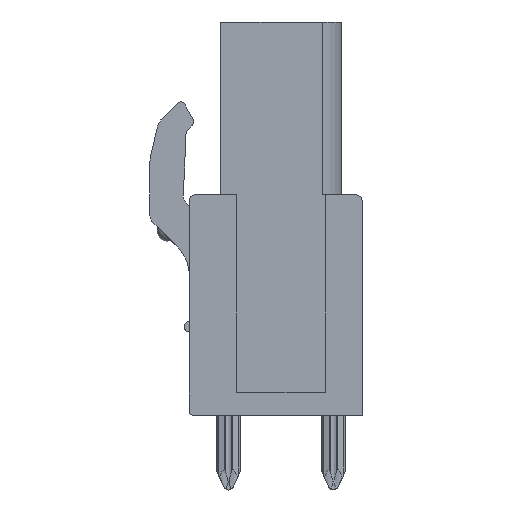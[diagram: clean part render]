
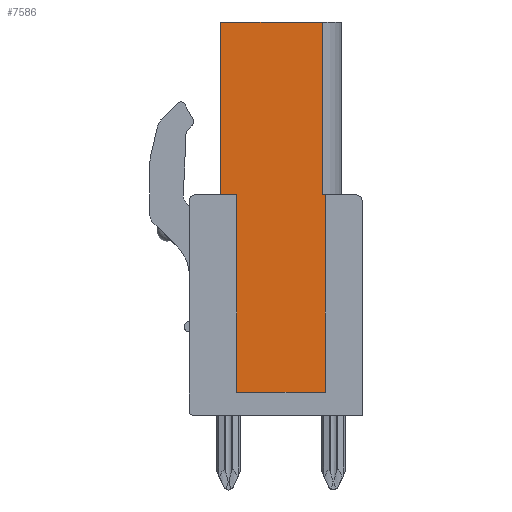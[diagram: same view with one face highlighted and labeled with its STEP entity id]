
A CAD part, left-side view. The second image highlights one B-rep face of the part: STEP entity #7586.
In plain terms, the highlighted planar face has unit normal (-1, 0, 0).
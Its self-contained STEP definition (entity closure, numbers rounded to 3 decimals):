
#5909 = VERTEX_POINT('',#5910);
#5910 = CARTESIAN_POINT('',(-2.6,2.5,10.59));
#5916 = EDGE_CURVE('',#5917,#5909,#5919,.T.);
#5917 = VERTEX_POINT('',#5918);
#5918 = CARTESIAN_POINT('',(-2.6,2.9,10.59));
#5919 = LINE('',#5920,#5921);
#5920 = CARTESIAN_POINT('',(-2.6,2.9,10.59));
#5921 = VECTOR('',#5922,1.);
#5922 = DIRECTION('',(0.,-1.,0.));
#6046 = VERTEX_POINT('',#6047);
#6047 = CARTESIAN_POINT('',(-2.6,-2.,10.59));
#6053 = EDGE_CURVE('',#6046,#6054,#6056,.T.);
#6054 = VERTEX_POINT('',#6055);
#6055 = CARTESIAN_POINT('',(-2.6,-2.5,10.59));
#6056 = LINE('',#6057,#6058);
#6057 = CARTESIAN_POINT('',(-2.6,-2.,10.59));
#6058 = VECTOR('',#6059,1.);
#6059 = DIRECTION('',(0.,-1.,0.));
#6078 = EDGE_CURVE('',#6054,#6079,#6081,.T.);
#6079 = VERTEX_POINT('',#6080);
#6080 = CARTESIAN_POINT('',(-2.6,-2.5,1.09));
#6081 = LINE('',#6082,#6083);
#6082 = CARTESIAN_POINT('',(-2.6,-2.5,10.59));
#6083 = VECTOR('',#6084,1.);
#6084 = DIRECTION('',(0.,0.,-1.));
#6100 = EDGE_CURVE('',#6079,#6101,#6103,.T.);
#6101 = VERTEX_POINT('',#6102);
#6102 = CARTESIAN_POINT('',(-2.6,2.5,1.09));
#6103 = LINE('',#6104,#6105);
#6104 = CARTESIAN_POINT('',(-2.6,-2.5,1.09));
#6105 = VECTOR('',#6106,1.);
#6106 = DIRECTION('',(0.,1.,0.));
#6126 = EDGE_CURVE('',#5909,#6101,#6127,.T.);
#6127 = LINE('',#6128,#6129);
#6128 = CARTESIAN_POINT('',(-2.6,2.5,10.59));
#6129 = VECTOR('',#6130,1.);
#6130 = DIRECTION('',(0.,0.,-1.));
#7586 = ADVANCED_FACE('',(#7587),#7616,.F.);
#7587 = FACE_BOUND('',#7588,.T.);
#7588 = EDGE_LOOP('',(#7589,#7590,#7591,#7592,#7593,#7601,#7609,#7615));
#7589 = ORIENTED_EDGE('',*,*,#6126,.T.);
#7590 = ORIENTED_EDGE('',*,*,#6100,.F.);
#7591 = ORIENTED_EDGE('',*,*,#6078,.F.);
#7592 = ORIENTED_EDGE('',*,*,#6053,.F.);
#7593 = ORIENTED_EDGE('',*,*,#7594,.F.);
#7594 = EDGE_CURVE('',#7595,#6046,#7597,.T.);
#7595 = VERTEX_POINT('',#7596);
#7596 = CARTESIAN_POINT('',(-2.6,-2.,18.89));
#7597 = LINE('',#7598,#7599);
#7598 = CARTESIAN_POINT('',(-2.6,-2.,18.89));
#7599 = VECTOR('',#7600,1.);
#7600 = DIRECTION('',(0.,0.,-1.));
#7601 = ORIENTED_EDGE('',*,*,#7602,.F.);
#7602 = EDGE_CURVE('',#7603,#7595,#7605,.T.);
#7603 = VERTEX_POINT('',#7604);
#7604 = CARTESIAN_POINT('',(-2.6,2.9,18.89));
#7605 = LINE('',#7606,#7607);
#7606 = CARTESIAN_POINT('',(-2.6,2.9,18.89));
#7607 = VECTOR('',#7608,1.);
#7608 = DIRECTION('',(0.,-1.,0.));
#7609 = ORIENTED_EDGE('',*,*,#7610,.T.);
#7610 = EDGE_CURVE('',#7603,#5917,#7611,.T.);
#7611 = LINE('',#7612,#7613);
#7612 = CARTESIAN_POINT('',(-2.6,2.9,18.89));
#7613 = VECTOR('',#7614,1.);
#7614 = DIRECTION('',(0.,0.,-1.));
#7615 = ORIENTED_EDGE('',*,*,#5916,.T.);
#7616 = PLANE('',#7617);
#7617 = AXIS2_PLACEMENT_3D('',#7618,#7619,#7620);
#7618 = CARTESIAN_POINT('',(-2.6,-2.635,0.645));
#7619 = DIRECTION('',(1.,0.,0.));
#7620 = DIRECTION('',(0.,0.,-1.));
